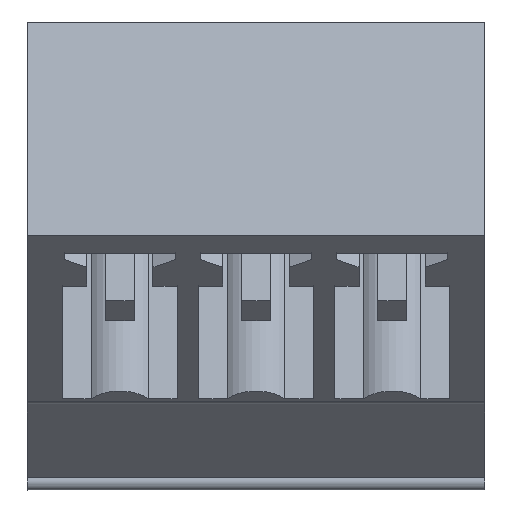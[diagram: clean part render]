
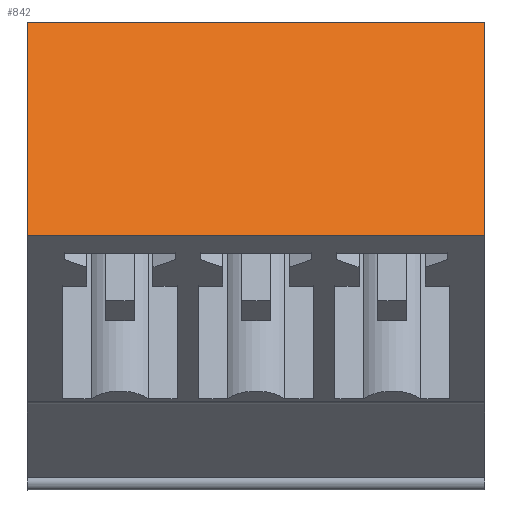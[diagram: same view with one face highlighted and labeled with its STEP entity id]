
A CAD part, top view. The second image highlights one B-rep face of the part: STEP entity #842.
In plain terms, the highlighted planar face has unit normal (0, 0.707, 0.707).
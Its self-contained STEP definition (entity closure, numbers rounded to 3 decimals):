
#822=AXIS2_PLACEMENT_3D('Plane Axis2P3D',#819,#820,#821) ;
#84=CARTESIAN_POINT('Vertex',(0.,7.11,14.2)) ;
#87=CARTESIAN_POINT('Line Origine',(0.,10.105,11.205)) ;
#91=CARTESIAN_POINT('Vertex',(0.,13.1,8.21)) ;
#461=CARTESIAN_POINT('Vertex',(12.82,7.11,14.2)) ;
#464=CARTESIAN_POINT('Line Origine',(6.41,7.11,14.2)) ;
#819=CARTESIAN_POINT('Axis2P3D Location',(-3.81,7.11,14.2)) ;
#824=CARTESIAN_POINT('Line Origine',(12.82,10.105,11.205)) ;
#828=CARTESIAN_POINT('Vertex',(12.82,13.1,8.21)) ;
#831=CARTESIAN_POINT('Line Origine',(6.41,13.1,8.21)) ;
#88=DIRECTION('Vector Direction',(0.,0.707,-0.707)) ;
#465=DIRECTION('Vector Direction',(1.,0.,0.)) ;
#820=DIRECTION('Axis2P3D Direction',(0.,-0.707,-0.707)) ;
#821=DIRECTION('Axis2P3D XDirection',(0.,0.707,-0.707)) ;
#825=DIRECTION('Vector Direction',(0.,0.707,-0.707)) ;
#832=DIRECTION('Vector Direction',(1.,0.,0.)) ;
#89=VECTOR('Line Direction',#88,1.) ;
#466=VECTOR('Line Direction',#465,1.) ;
#826=VECTOR('Line Direction',#825,1.) ;
#833=VECTOR('Line Direction',#832,1.) ;
#837=ORIENTED_EDGE('',*,*,#93,.F.) ;
#838=ORIENTED_EDGE('',*,*,#468,.T.) ;
#839=ORIENTED_EDGE('',*,*,#830,.T.) ;
#840=ORIENTED_EDGE('',*,*,#835,.F.) ;
#842=ADVANCED_FACE('HOUSING',(#841),#823,.F.) ;
#93=EDGE_CURVE('',#85,#92,#90,.T.) ;
#468=EDGE_CURVE('',#85,#462,#467,.T.) ;
#830=EDGE_CURVE('',#462,#829,#827,.T.) ;
#835=EDGE_CURVE('',#92,#829,#834,.T.) ;
#836=EDGE_LOOP('',(#837,#838,#839,#840)) ;
#841=FACE_OUTER_BOUND('',#836,.T.) ;
#90=LINE('Line',#87,#89) ;
#467=LINE('Line',#464,#466) ;
#827=LINE('Line',#824,#826) ;
#834=LINE('Line',#831,#833) ;
#823=PLANE('',#822) ;
#85=VERTEX_POINT('',#84) ;
#92=VERTEX_POINT('',#91) ;
#462=VERTEX_POINT('',#461) ;
#829=VERTEX_POINT('',#828) ;
